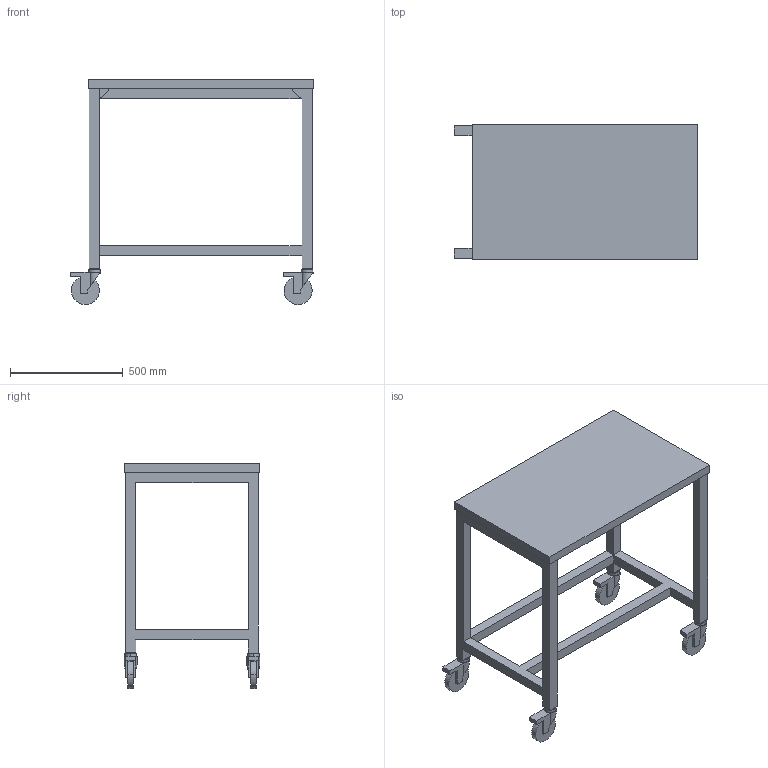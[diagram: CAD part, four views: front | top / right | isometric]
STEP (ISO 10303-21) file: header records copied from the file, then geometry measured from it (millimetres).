
FILE_DESCRIPTION(('no description'),'unknown implementation level');
FILE_NAME('simple casters 3842998110-WORKSTATION.stp',' ',('Bosch Rexroth AG'),('CADClick - KiM GmbH - www.kimweb.de'),'unknown preprocess','ACIS','unknown authorization');
FILE_SCHEMA(('automotive_design'));
Length unit declared in the file: millimetre
Products named in the file (1): 1
Bounding box: 1079.5 x 602 x 1000 mm (x, y, z)
Volume: 42276987.3 mm3; surface area: 2772173.4 mm2
Topology: 1 solids, 1 shells, 218 faces, 578 edges, 362 vertices
Faces by surface type: plane 190, cylinder 28
Entity records: 13106 total; most frequent: STYLED_ITEM 1159, PRESENTATION_STYLE_ASSIGNMENT 1159, CARTESIAN_POINT 1159, COLOUR_RGB 1159, ORIENTED_EDGE 1156, DIRECTION 1116, EDGE_CURVE 578, CURVE_STYLE 578
